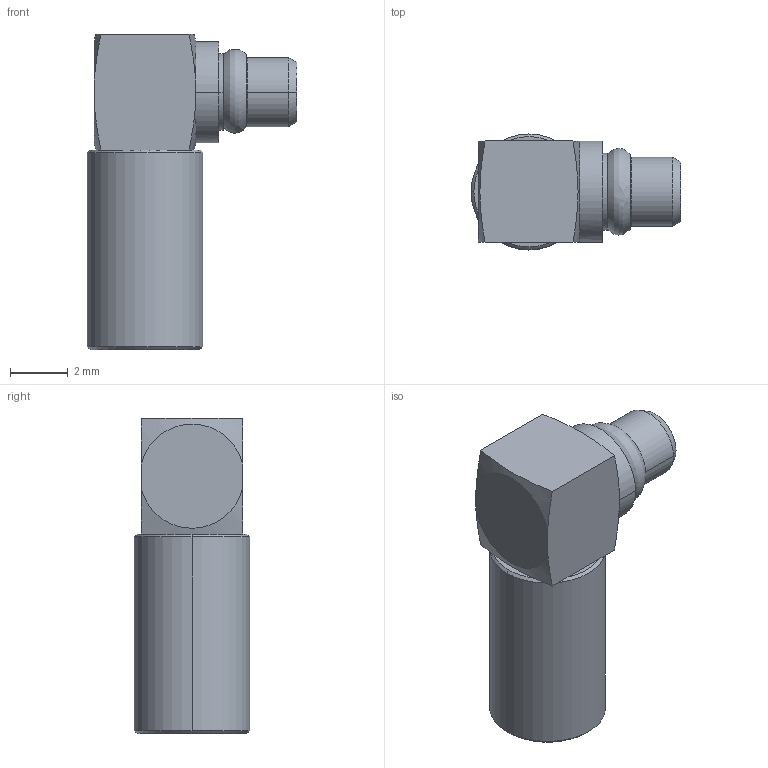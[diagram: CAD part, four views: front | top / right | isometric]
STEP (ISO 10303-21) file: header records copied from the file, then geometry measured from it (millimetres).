
FILE_DESCRIPTION (( 'STEP AP214' ), '1' );
FILE_NAME ('FMCN45863_3D.step', '2023-05-05T17:45:18', ( '' ), ( '' ), 'SwSTEP 2.0', 'SolidWorks 2022', '' );
FILE_SCHEMA (( 'AUTOMOTIVE_DESIGN' ));
Length unit declared in the file: millimetre
Products named in the file (1): FMCN45863_3D
Bounding box: 7.25 x 4 x 10.9 mm (x, y, z)
Volume: 128.7 mm3; surface area: 307.8 mm2
Topology: 1 solids, 1 shells, 86 faces, 198 edges, 130 vertices
Faces by surface type: bspline 61, plane 11, cylinder 8, cone 6
Entity records: 2944 total; most frequent: CARTESIAN_POINT 1461, ORIENTED_EDGE 396, EDGE_CURVE 198, DIRECTION 138, VERTEX_POINT 130, B_SPLINE_CURVE_WITH_KNOTS 114, EDGE_LOOP 102, FACE_OUTER_BOUND 86
